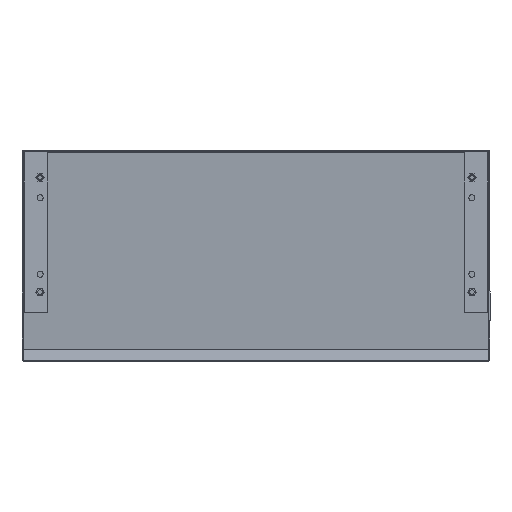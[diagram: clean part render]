
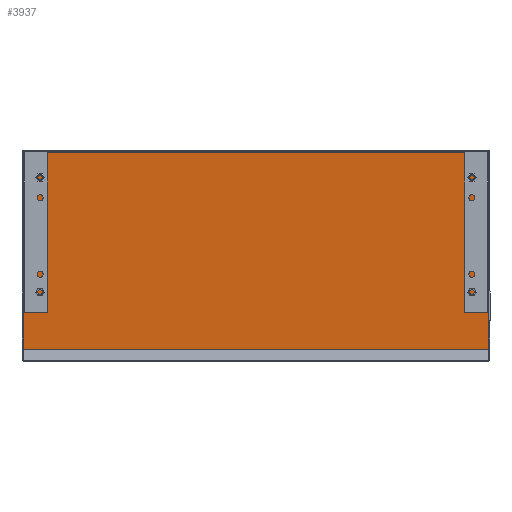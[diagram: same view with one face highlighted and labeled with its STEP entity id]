
A CAD part, left-side view. The second image highlights one B-rep face of the part: STEP entity #3937.
In plain terms, the highlighted face is planar.
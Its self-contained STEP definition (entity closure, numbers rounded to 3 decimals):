
#400 = VECTOR ( 'NONE', #965, 1000. ) ;
#402 = VECTOR ( 'NONE', #960, 1000. ) ;
#403 = VECTOR ( 'NONE', #946, 1000. ) ;
#406 = VECTOR ( 'NONE', #953, 1000. ) ;
#566 = AXIS2_PLACEMENT_3D ( 'NONE', #1346, #1357, #1358 ) ;
#911 = LINE ( 'NONE', #948, #406 ) ;
#920 = LINE ( 'NONE', #955, #402 ) ;
#940 = LINE ( 'NONE', #944, #403 ) ;
#942 = LINE ( 'NONE', #962, #400 ) ;
#944 = CARTESIAN_POINT ( 'NONE',  ( -304.5, -1.5, -129.5 ) ) ;
#946 = DIRECTION ( 'NONE',  ( -1., 0., 0. ) ) ;
#948 = CARTESIAN_POINT ( 'NONE',  ( -304.5, -1.5, 129.5 ) ) ;
#953 = DIRECTION ( 'NONE',  ( 0., 0., 1. ) ) ;
#955 = CARTESIAN_POINT ( 'NONE',  ( -304.5, -1.5, 129.5 ) ) ;
#960 = DIRECTION ( 'NONE',  ( 1., 0., 0. ) ) ;
#962 = CARTESIAN_POINT ( 'NONE',  ( 304.5, -1.5, 129.5 ) ) ;
#965 = DIRECTION ( 'NONE',  ( 0., 0., -1. ) ) ;
#1346 = CARTESIAN_POINT ( 'NONE',  ( 304.5, -1.5, -129.5 ) ) ;
#1354 = FACE_OUTER_BOUND ( 'NONE', #3444, .T. ) ;
#1355 = PLANE ( 'NONE',  #566 ) ;
#1357 = DIRECTION ( 'NONE',  ( 0., -1., 0. ) ) ;
#1358 = DIRECTION ( 'NONE',  ( 0., 0., -1. ) ) ;
#1457 = CARTESIAN_POINT ( 'NONE',  ( 304.5, -1.5, -129.5 ) ) ;
#1459 = CARTESIAN_POINT ( 'NONE',  ( 304.5, -1.5, 129.5 ) ) ;
#2192 = ORIENTED_EDGE ( 'NONE', *, *, #3719, .F. ) ;
#2487 = ORIENTED_EDGE ( 'NONE', *, *, #3718, .F. ) ;
#2489 = ORIENTED_EDGE ( 'NONE', *, *, #3717, .F. ) ;
#2993 = CARTESIAN_POINT ( 'NONE',  ( -304.5, -1.5, 129.5 ) ) ;
#3002 = CARTESIAN_POINT ( 'NONE',  ( -304.5, -1.5, -129.5 ) ) ;
#3444 = EDGE_LOOP ( 'NONE', ( #2192, #2487, #2489, #4064 ) ) ;
#3716 = EDGE_CURVE ( 'NONE', #4288, #4153, #940, .T. ) ;
#3717 = EDGE_CURVE ( 'NONE', #4153, #4144, #911, .T. ) ;
#3718 = EDGE_CURVE ( 'NONE', #4144, #4289, #920, .T. ) ;
#3719 = EDGE_CURVE ( 'NONE', #4289, #4288, #942, .T. ) ;
#3937 = ADVANCED_FACE ( 'NONE', ( #1354 ), #1355, .T. ) ;
#4064 = ORIENTED_EDGE ( 'NONE', *, *, #3716, .F. ) ;
#4144 = VERTEX_POINT ( 'NONE', #2993 ) ;
#4153 = VERTEX_POINT ( 'NONE', #3002 ) ;
#4288 = VERTEX_POINT ( 'NONE', #1457 ) ;
#4289 = VERTEX_POINT ( 'NONE', #1459 ) ;
